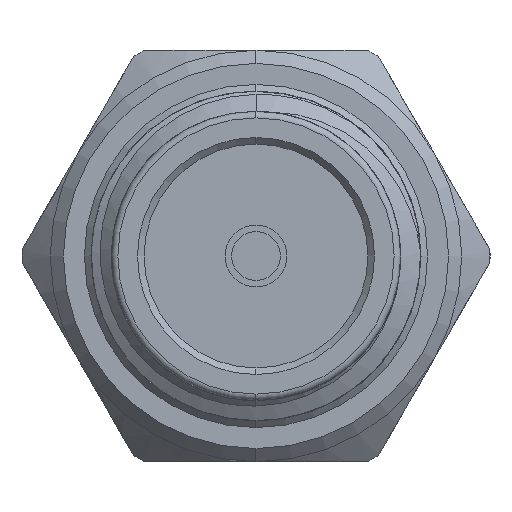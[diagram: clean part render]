
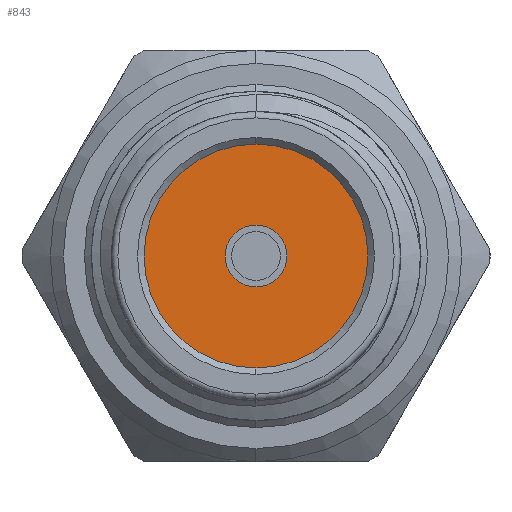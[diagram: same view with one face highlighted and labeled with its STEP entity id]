
A CAD part, left-side view. The second image highlights one B-rep face of the part: STEP entity #843.
In plain terms, the highlighted planar face has unit normal (-1, 0, 0).
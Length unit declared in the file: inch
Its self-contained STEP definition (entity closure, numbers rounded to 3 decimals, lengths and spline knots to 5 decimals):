
#58 = DIRECTION ( 'NONE',  ( -1., 0., 0. ) ) ;
#100 = CARTESIAN_POINT ( 'NONE',  ( 0.105, 0., 0. ) ) ;
#216 = AXIS2_PLACEMENT_3D ( 'NONE', #605, #3842, #2652 ) ;
#394 = EDGE_LOOP ( 'NONE', ( #3273, #1169 ) ) ;
#404 = FACE_OUTER_BOUND ( 'NONE', #799, .T. ) ;
#504 = VERTEX_POINT ( 'NONE', #3607 ) ;
#605 = CARTESIAN_POINT ( 'NONE',  ( 0.105, 0., 0. ) ) ;
#616 = AXIS2_PLACEMENT_3D ( 'NONE', #3443, #3796, #1743 ) ;
#669 = AXIS2_PLACEMENT_3D ( 'NONE', #100, #58, #2372 ) ;
#701 = PLANE ( 'NONE',  #669 ) ;
#786 = CIRCLE ( 'NONE', #216, 0.0235 ) ;
#799 = EDGE_LOOP ( 'NONE', ( #4146, #4253 ) ) ;
#810 = VERTEX_POINT ( 'NONE', #3296 ) ;
#843 = ADVANCED_FACE ( 'NONE', ( #1007, #404 ), #701, .T. ) ;
#957 = DIRECTION ( 'NONE',  ( 0., 0., 1. ) ) ;
#1007 = FACE_BOUND ( 'NONE', #394, .T. ) ;
#1142 = CARTESIAN_POINT ( 'NONE',  ( 0.105, 0., -0.085 ) ) ;
#1169 = ORIENTED_EDGE ( 'NONE', *, *, #3013, .F. ) ;
#1220 = DIRECTION ( 'NONE',  ( -1., 0., 0. ) ) ;
#1346 = VERTEX_POINT ( 'NONE', #1699 ) ;
#1499 = DIRECTION ( 'NONE',  ( -1., 0., 0. ) ) ;
#1683 = CIRCLE ( 'NONE', #1971, 0.0235 ) ;
#1699 = CARTESIAN_POINT ( 'NONE',  ( 0.105, 0., 0.0235 ) ) ;
#1743 = DIRECTION ( 'NONE',  ( 0., 0., 1. ) ) ;
#1787 = CIRCLE ( 'NONE', #2764, 0.085 ) ;
#1971 = AXIS2_PLACEMENT_3D ( 'NONE', #2277, #1220, #957 ) ;
#2144 = DIRECTION ( 'NONE',  ( 0., 0., 1. ) ) ;
#2146 = EDGE_CURVE ( 'NONE', #3974, #810, #2316, .T. ) ;
#2277 = CARTESIAN_POINT ( 'NONE',  ( 0.105, 0., 0. ) ) ;
#2316 = CIRCLE ( 'NONE', #616, 0.085 ) ;
#2372 = DIRECTION ( 'NONE',  ( 0., 0., 1. ) ) ;
#2652 = DIRECTION ( 'NONE',  ( 0., 0., 1. ) ) ;
#2764 = AXIS2_PLACEMENT_3D ( 'NONE', #3129, #1499, #2144 ) ;
#2850 = EDGE_CURVE ( 'NONE', #810, #3974, #1787, .T. ) ;
#2893 = EDGE_CURVE ( 'NONE', #1346, #504, #786, .T. ) ;
#3013 = EDGE_CURVE ( 'NONE', #504, #1346, #1683, .T. ) ;
#3129 = CARTESIAN_POINT ( 'NONE',  ( 0.105, 0., 0. ) ) ;
#3273 = ORIENTED_EDGE ( 'NONE', *, *, #2893, .F. ) ;
#3296 = CARTESIAN_POINT ( 'NONE',  ( 0.105, 0., 0.085 ) ) ;
#3443 = CARTESIAN_POINT ( 'NONE',  ( 0.105, 0., 0. ) ) ;
#3607 = CARTESIAN_POINT ( 'NONE',  ( 0.105, 0., -0.0235 ) ) ;
#3796 = DIRECTION ( 'NONE',  ( -1., 0., 0. ) ) ;
#3842 = DIRECTION ( 'NONE',  ( -1., 0., 0. ) ) ;
#3974 = VERTEX_POINT ( 'NONE', #1142 ) ;
#4146 = ORIENTED_EDGE ( 'NONE', *, *, #2850, .T. ) ;
#4253 = ORIENTED_EDGE ( 'NONE', *, *, #2146, .T. ) ;
